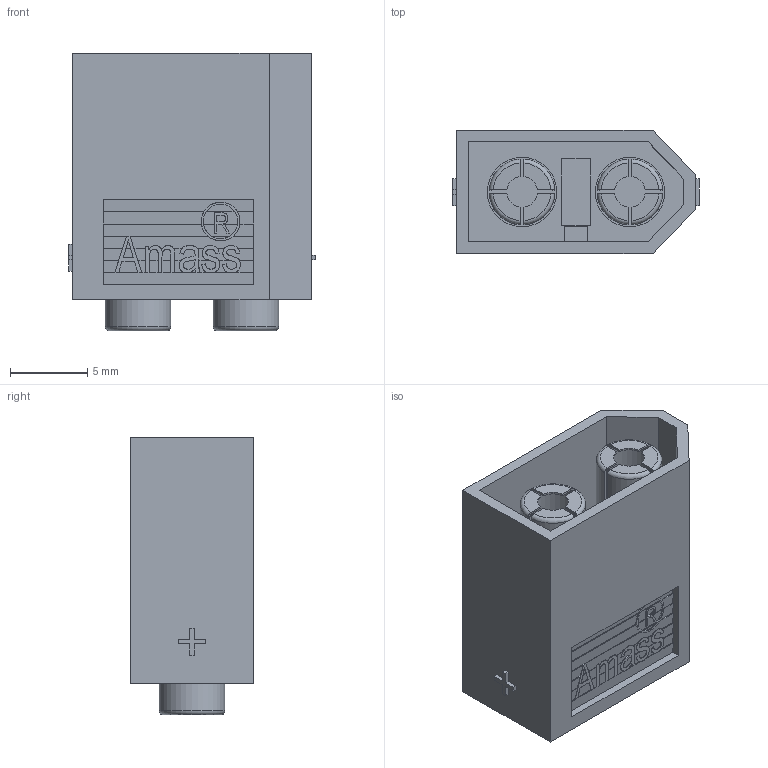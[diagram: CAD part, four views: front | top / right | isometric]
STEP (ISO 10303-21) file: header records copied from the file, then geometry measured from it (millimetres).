
FILE_DESCRIPTION(/* description */ (''),/* implementation_level */ '2;1');
FILE_NAME(/* name */ 'xt-60.step',/* time_stamp */ '2024-04-14T00:50:51+08:00',/* author */ (''),/* organization */ (''),/* preprocessor_version */ 'ST-DEVELOPER v20',/* originating_system */ 'Autodesk Translation Framework v12.20.1.177',/* authorisation */ '');
FILE_SCHEMA (('AUTOMOTIVE_DESIGN { 1 0 10303 214 3 1 1 }'));
Length unit declared in the file: millimetre
Products named in the file (1): FusionComponent
Bounding box: 16 x 8 x 17.99 mm (x, y, z)
Volume: 943 mm3; surface area: 2089 mm2
Topology: 1 solids, 1 shells, 436 faces, 1204 edges, 796 vertices
Faces by surface type: plane 297, bspline 87, cylinder 32, torus 18, sphere 2
Full cylindrical faces by diameter (mm): 2.25 x1, 2.5 x1, 4.25 x2, 4.5 x2, 5.75 x2
Entity records: 22350 total; most frequent: CARTESIAN_POINT 11413, ORIENTED_EDGE 2408, DIRECTION 1744, EDGE_CURVE 1204, LINE 852, VECTOR 852, VERTEX_POINT 796, EDGE_LOOP 462
